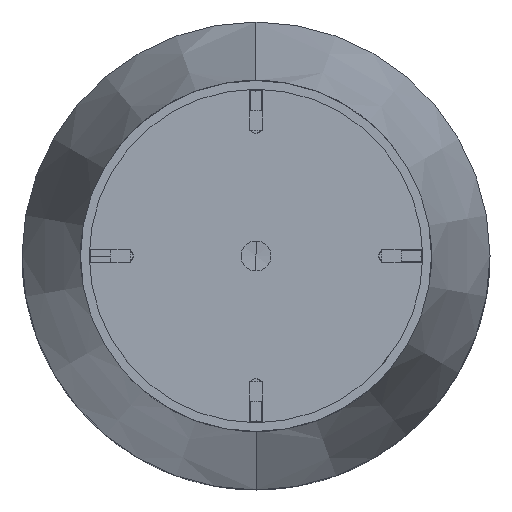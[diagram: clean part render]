
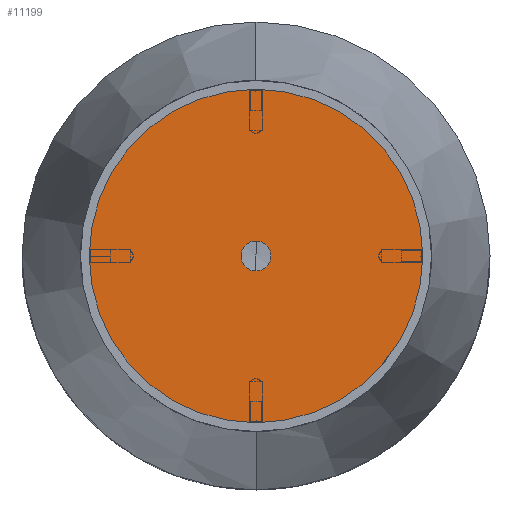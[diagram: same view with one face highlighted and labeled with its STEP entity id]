
A CAD part, front view. The second image highlights one B-rep face of the part: STEP entity #11199.
In plain terms, the highlighted planar face has unit normal (0, -1, 0).
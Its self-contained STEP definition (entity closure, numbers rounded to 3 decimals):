
#180 = VERTEX_POINT ( 'NONE', #22060 ) ;
#264 = CIRCLE ( 'NONE', #6072, 57. ) ;
#307 = CIRCLE ( 'NONE', #26245, 57. ) ;
#851 = VERTEX_POINT ( 'NONE', #27180 ) ;
#856 = VERTEX_POINT ( 'NONE', #7997 ) ;
#1072 = DIRECTION ( 'NONE',  ( 0., 0., -1. ) ) ;
#2427 = PLANE ( 'NONE',  #14384 ) ;
#4052 = CIRCLE ( 'NONE', #23718, 5.1 ) ;
#4830 = DIRECTION ( 'NONE',  ( 0., -1., 0. ) ) ;
#5369 = DIRECTION ( 'NONE',  ( 0., 0., -1. ) ) ;
#6072 = AXIS2_PLACEMENT_3D ( 'NONE', #24457, #11714, #1072 ) ;
#6504 = DIRECTION ( 'NONE',  ( 0., -1., 0. ) ) ;
#7239 = EDGE_CURVE ( 'NONE', #856, #8961, #4052, .T. ) ;
#7997 = CARTESIAN_POINT ( 'NONE',  ( 0., -5., -5.1 ) ) ;
#8050 = CARTESIAN_POINT ( 'NONE',  ( 0., -5., 0. ) ) ;
#8961 = VERTEX_POINT ( 'NONE', #27613 ) ;
#11199 = ADVANCED_FACE ( 'NONE', ( #20438, #11630 ), #2427, .T. ) ;
#11367 = ORIENTED_EDGE ( 'NONE', *, *, #7239, .F. ) ;
#11630 = FACE_OUTER_BOUND ( 'NONE', #13831, .T. ) ;
#11714 = DIRECTION ( 'NONE',  ( 0., -1., 0. ) ) ;
#13831 = EDGE_LOOP ( 'NONE', ( #26545, #26567 ) ) ;
#14031 = DIRECTION ( 'NONE',  ( 0., 0., -1. ) ) ;
#14384 = AXIS2_PLACEMENT_3D ( 'NONE', #20572, #26476, #18076 ) ;
#14776 = ORIENTED_EDGE ( 'NONE', *, *, #22451, .F. ) ;
#15343 = EDGE_CURVE ( 'NONE', #851, #180, #307, .T. ) ;
#18076 = DIRECTION ( 'NONE',  ( 0., 0., -1. ) ) ;
#18232 = DIRECTION ( 'NONE',  ( 0., -1., 0. ) ) ;
#19795 = CARTESIAN_POINT ( 'NONE',  ( 0., -5., 0. ) ) ;
#20096 = EDGE_CURVE ( 'NONE', #180, #851, #264, .T. ) ;
#20316 = CARTESIAN_POINT ( 'NONE',  ( 0., -5., 0. ) ) ;
#20438 = FACE_BOUND ( 'NONE', #24045, .T. ) ;
#20572 = CARTESIAN_POINT ( 'NONE',  ( 0., -5., 0. ) ) ;
#22060 = CARTESIAN_POINT ( 'NONE',  ( 0., -5., -57. ) ) ;
#22451 = EDGE_CURVE ( 'NONE', #8961, #856, #27448, .T. ) ;
#23718 = AXIS2_PLACEMENT_3D ( 'NONE', #19795, #4830, #5369 ) ;
#24045 = EDGE_LOOP ( 'NONE', ( #14776, #11367 ) ) ;
#24457 = CARTESIAN_POINT ( 'NONE',  ( 0., -5., 0. ) ) ;
#25231 = AXIS2_PLACEMENT_3D ( 'NONE', #20316, #18232, #14031 ) ;
#25548 = DIRECTION ( 'NONE',  ( 0., 0., -1. ) ) ;
#26245 = AXIS2_PLACEMENT_3D ( 'NONE', #8050, #6504, #25548 ) ;
#26476 = DIRECTION ( 'NONE',  ( 0., -1., 0. ) ) ;
#26545 = ORIENTED_EDGE ( 'NONE', *, *, #20096, .T. ) ;
#26567 = ORIENTED_EDGE ( 'NONE', *, *, #15343, .T. ) ;
#27180 = CARTESIAN_POINT ( 'NONE',  ( 0., -5., 57. ) ) ;
#27448 = CIRCLE ( 'NONE', #25231, 5.1 ) ;
#27613 = CARTESIAN_POINT ( 'NONE',  ( 0., -5., 5.1 ) ) ;
